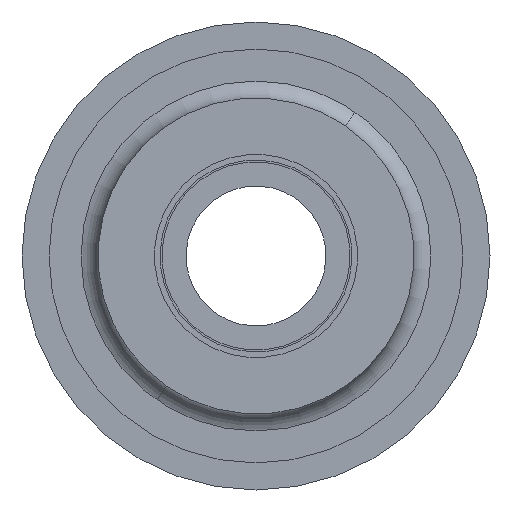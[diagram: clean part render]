
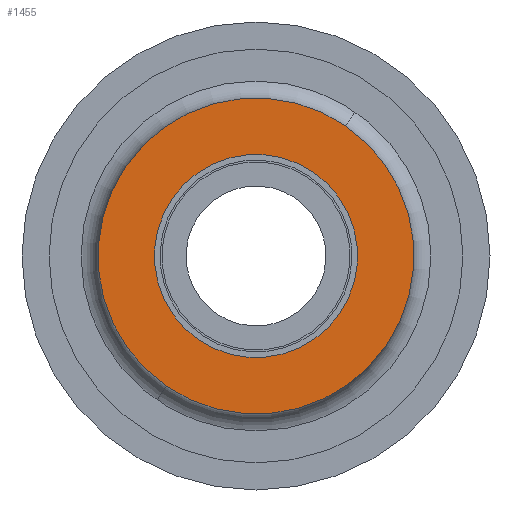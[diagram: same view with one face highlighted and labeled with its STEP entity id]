
A CAD part, front view. The second image highlights one B-rep face of the part: STEP entity #1455.
In plain terms, the highlighted planar face has unit normal (0, -1, 0).
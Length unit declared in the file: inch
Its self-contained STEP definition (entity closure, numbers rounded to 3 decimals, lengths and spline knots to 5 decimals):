
#61 = CARTESIAN_POINT ( 'NONE',  ( -0.11914, -0.605, -0.17293 ) ) ;
#66 = CARTESIAN_POINT ( 'NONE',  ( 0.11914, -0.605, 0.17293 ) ) ;
#67 = CARTESIAN_POINT ( 'NONE',  ( 0.07659, -0.605, 0.11117 ) ) ;
#68 = CARTESIAN_POINT ( 'NONE',  ( -0.07659, -0.605, -0.11117 ) ) ;
#166 = FACE_OUTER_BOUND ( 'NONE', #779, .T. ) ;
#170 = FACE_BOUND ( 'NONE', #777, .T. ) ;
#263 = CIRCLE ( 'NONE', #518, 0.135 ) ;
#273 = CIRCLE ( 'NONE', #522, 0.21 ) ;
#480 = CARTESIAN_POINT ( 'NONE',  ( 0., -0.605, 0. ) ) ;
#483 = PLANE ( 'NONE',  #1273 ) ;
#485 = DIRECTION ( 'NONE',  ( 0., -1., 0. ) ) ;
#486 = DIRECTION ( 'NONE',  ( -0.567, 0., -0.823 ) ) ;
#518 = AXIS2_PLACEMENT_3D ( 'NONE', #1545, #1544, #1543 ) ;
#522 = AXIS2_PLACEMENT_3D ( 'NONE', #552, #550, #1246 ) ;
#550 = DIRECTION ( 'NONE',  ( 0., -1., 0. ) ) ;
#552 = CARTESIAN_POINT ( 'NONE',  ( 0., -0.605, 0. ) ) ;
#633 = CIRCLE ( 'NONE', #1394, 0.21 ) ;
#635 = CIRCLE ( 'NONE', #1395, 0.135 ) ;
#777 = EDGE_LOOP ( 'NONE', ( #881, #880 ) ) ;
#779 = EDGE_LOOP ( 'NONE', ( #892, #875 ) ) ;
#875 = ORIENTED_EDGE ( 'NONE', *, *, #1141, .T. ) ;
#880 = ORIENTED_EDGE ( 'NONE', *, *, #1062, .F. ) ;
#881 = ORIENTED_EDGE ( 'NONE', *, *, #1148, .F. ) ;
#892 = ORIENTED_EDGE ( 'NONE', *, *, #1063, .T. ) ;
#1062 = EDGE_CURVE ( 'NONE', #1595, #1594, #635, .T. ) ;
#1063 = EDGE_CURVE ( 'NONE', #1593, #1588, #633, .T. ) ;
#1141 = EDGE_CURVE ( 'NONE', #1588, #1593, #273, .T. ) ;
#1148 = EDGE_CURVE ( 'NONE', #1594, #1595, #263, .T. ) ;
#1246 = DIRECTION ( 'NONE',  ( -0.567, 0., -0.823 ) ) ;
#1273 = AXIS2_PLACEMENT_3D ( 'NONE', #480, #485, #486 ) ;
#1394 = AXIS2_PLACEMENT_3D ( 'NONE', #1915, #1913, #1912 ) ;
#1395 = AXIS2_PLACEMENT_3D ( 'NONE', #1919, #1917, #1916 ) ;
#1455 = ADVANCED_FACE ( 'NONE', ( #170, #166 ), #483, .T. ) ;
#1543 = DIRECTION ( 'NONE',  ( -0.567, 0., -0.823 ) ) ;
#1544 = DIRECTION ( 'NONE',  ( 0., -1., 0. ) ) ;
#1545 = CARTESIAN_POINT ( 'NONE',  ( 0., -0.605, 0. ) ) ;
#1588 = VERTEX_POINT ( 'NONE', #61 ) ;
#1593 = VERTEX_POINT ( 'NONE', #66 ) ;
#1594 = VERTEX_POINT ( 'NONE', #67 ) ;
#1595 = VERTEX_POINT ( 'NONE', #68 ) ;
#1912 = DIRECTION ( 'NONE',  ( -0.567, 0., -0.823 ) ) ;
#1913 = DIRECTION ( 'NONE',  ( 0., -1., 0. ) ) ;
#1915 = CARTESIAN_POINT ( 'NONE',  ( 0., -0.605, 0. ) ) ;
#1916 = DIRECTION ( 'NONE',  ( -0.567, 0., -0.823 ) ) ;
#1917 = DIRECTION ( 'NONE',  ( 0., -1., 0. ) ) ;
#1919 = CARTESIAN_POINT ( 'NONE',  ( 0., -0.605, 0. ) ) ;
